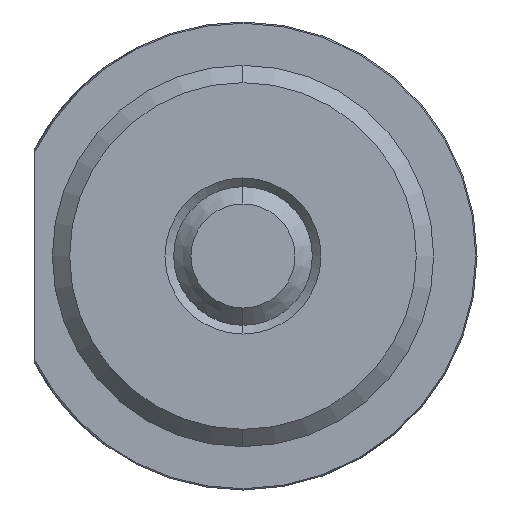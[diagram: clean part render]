
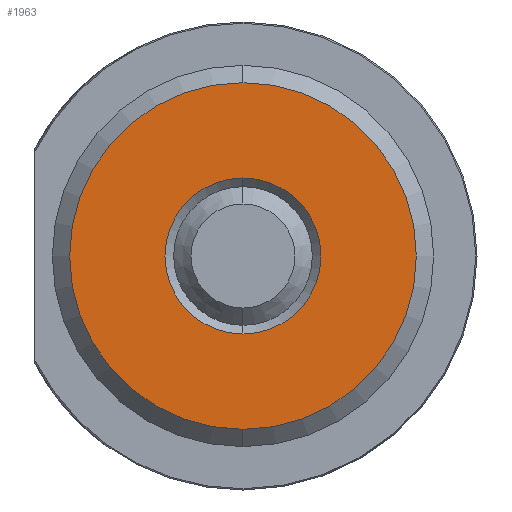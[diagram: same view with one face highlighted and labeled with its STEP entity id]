
A CAD part, left-side view. The second image highlights one B-rep face of the part: STEP entity #1963.
In plain terms, the highlighted planar face has unit normal (-1, 0, 0).
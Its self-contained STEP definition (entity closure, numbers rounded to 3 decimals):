
#26 = CIRCLE ( 'NONE', #1662, 10. ) ;
#374 = VERTEX_POINT ( 'NONE', #432 ) ;
#395 = VERTEX_POINT ( 'NONE', #636 ) ;
#409 = CARTESIAN_POINT ( 'NONE',  ( 0., 0., 4.5 ) ) ;
#432 = CARTESIAN_POINT ( 'NONE',  ( 0., 0., 10. ) ) ;
#473 = CARTESIAN_POINT ( 'NONE',  ( 0., 0., -4.5 ) ) ;
#518 = VERTEX_POINT ( 'NONE', #473 ) ;
#631 = VERTEX_POINT ( 'NONE', #409 ) ;
#636 = CARTESIAN_POINT ( 'NONE',  ( 0., 0., -10. ) ) ;
#1177 = CIRCLE ( 'NONE', #1353, 4.5 ) ;
#1242 = CIRCLE ( 'NONE', #1634, 10. ) ;
#1353 = AXIS2_PLACEMENT_3D ( 'NONE', #2297, #2285, #2298 ) ;
#1483 = EDGE_CURVE ( 'NONE', #631, #518, #1177, .T. ) ;
#1531 = EDGE_CURVE ( 'NONE', #374, #395, #1242, .T. ) ;
#1586 = EDGE_CURVE ( 'NONE', #518, #631, #2153, .T. ) ;
#1588 = EDGE_CURVE ( 'NONE', #395, #374, #26, .T. ) ;
#1634 = AXIS2_PLACEMENT_3D ( 'NONE', #2374, #2375, #2376 ) ;
#1659 = AXIS2_PLACEMENT_3D ( 'NONE', #2563, #2572, #2573 ) ;
#1662 = AXIS2_PLACEMENT_3D ( 'NONE', #2571, #2577, #2578 ) ;
#1684 = AXIS2_PLACEMENT_3D ( 'NONE', #2683, #2685, #2686 ) ;
#1858 = ORIENTED_EDGE ( 'NONE', *, *, #1531, .T. ) ;
#1877 = ORIENTED_EDGE ( 'NONE', *, *, #1586, .T. ) ;
#1919 = EDGE_LOOP ( 'NONE', ( #2057, #1858 ) ) ;
#1963 = ADVANCED_FACE ( 'NONE', ( #2165, #2171 ), #2684, .F. ) ;
#2015 = EDGE_LOOP ( 'NONE', ( #2020, #1877 ) ) ;
#2020 = ORIENTED_EDGE ( 'NONE', *, *, #1483, .T. ) ;
#2057 = ORIENTED_EDGE ( 'NONE', *, *, #1588, .T. ) ;
#2153 = CIRCLE ( 'NONE', #1659, 4.5 ) ;
#2165 = FACE_BOUND ( 'NONE', #2015, .T. ) ;
#2171 = FACE_OUTER_BOUND ( 'NONE', #1919, .T. ) ;
#2285 = DIRECTION ( 'NONE',  ( 1., 0., 0. ) ) ;
#2297 = CARTESIAN_POINT ( 'NONE',  ( 0., 0., 0. ) ) ;
#2298 = DIRECTION ( 'NONE',  ( 0., 0., -1. ) ) ;
#2374 = CARTESIAN_POINT ( 'NONE',  ( 0., 0., 0. ) ) ;
#2375 = DIRECTION ( 'NONE',  ( -1., 0., 0. ) ) ;
#2376 = DIRECTION ( 'NONE',  ( 0., 0., -1. ) ) ;
#2563 = CARTESIAN_POINT ( 'NONE',  ( 0., 0., 0. ) ) ;
#2571 = CARTESIAN_POINT ( 'NONE',  ( 0., 0., 0. ) ) ;
#2572 = DIRECTION ( 'NONE',  ( 1., 0., 0. ) ) ;
#2573 = DIRECTION ( 'NONE',  ( 0., 0., -1. ) ) ;
#2577 = DIRECTION ( 'NONE',  ( -1., 0., 0. ) ) ;
#2578 = DIRECTION ( 'NONE',  ( 0., 0., -1. ) ) ;
#2683 = CARTESIAN_POINT ( 'NONE',  ( 0., 4., 0. ) ) ;
#2684 = PLANE ( 'NONE',  #1684 ) ;
#2685 = DIRECTION ( 'NONE',  ( 1., 0., 0. ) ) ;
#2686 = DIRECTION ( 'NONE',  ( 0., 0., -1. ) ) ;
